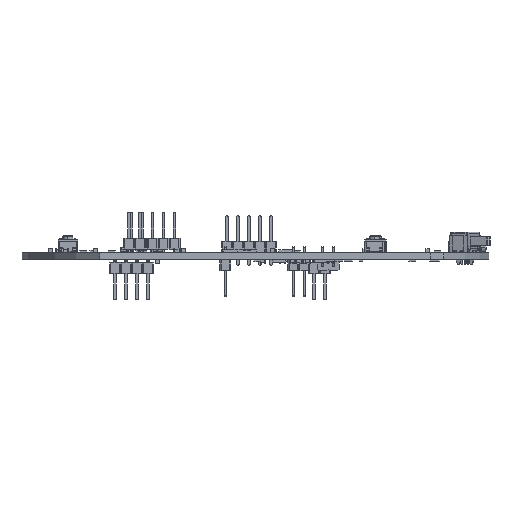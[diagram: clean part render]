
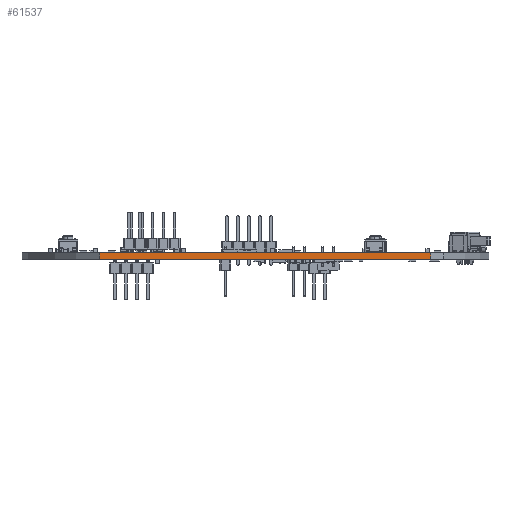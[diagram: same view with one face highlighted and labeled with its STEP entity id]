
A CAD part, left-side view. The second image highlights one B-rep face of the part: STEP entity #61537.
In plain terms, the highlighted planar face has unit normal (-1, 0.005, 0).
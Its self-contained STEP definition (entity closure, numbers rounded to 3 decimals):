
#60037 = EDGE_CURVE('',#60038,#60040,#60042,.T.);
#60038 = VERTEX_POINT('',#60039);
#60039 = CARTESIAN_POINT('',(233.422,-65.32,0.));
#60040 = VERTEX_POINT('',#60041);
#60041 = CARTESIAN_POINT('',(233.422,-65.32,1.6));
#60042 = LINE('',#60043,#60044);
#60043 = CARTESIAN_POINT('',(233.422,-65.32,0.));
#60044 = VECTOR('',#60045,1.);
#60045 = DIRECTION('',(0.,0.,1.));
#60172 = VERTEX_POINT('',#60173);
#60173 = CARTESIAN_POINT('',(233.,-142.,0.));
#60179 = EDGE_CURVE('',#60172,#60038,#60180,.T.);
#60180 = LINE('',#60181,#60182);
#60181 = CARTESIAN_POINT('',(233.,-142.,0.));
#60182 = VECTOR('',#60183,1.);
#60183 = DIRECTION('',(0.006,1.,0.));
#60891 = VERTEX_POINT('',#60892);
#60892 = CARTESIAN_POINT('',(233.,-142.,1.6));
#60898 = EDGE_CURVE('',#60891,#60040,#60899,.T.);
#60899 = LINE('',#60900,#60901);
#60900 = CARTESIAN_POINT('',(233.,-142.,1.6));
#60901 = VECTOR('',#60902,1.);
#60902 = DIRECTION('',(0.006,1.,0.));
#61537 = ADVANCED_FACE('',(#61538),#61549,.T.);
#61538 = FACE_BOUND('',#61539,.T.);
#61539 = EDGE_LOOP('',(#61540,#61546,#61547,#61548));
#61540 = ORIENTED_EDGE('',*,*,#61541,.T.);
#61541 = EDGE_CURVE('',#60172,#60891,#61542,.T.);
#61542 = LINE('',#61543,#61544);
#61543 = CARTESIAN_POINT('',(233.,-142.,0.));
#61544 = VECTOR('',#61545,1.);
#61545 = DIRECTION('',(0.,0.,1.));
#61546 = ORIENTED_EDGE('',*,*,#60898,.T.);
#61547 = ORIENTED_EDGE('',*,*,#60037,.F.);
#61548 = ORIENTED_EDGE('',*,*,#60179,.F.);
#61549 = PLANE('',#61550);
#61550 = AXIS2_PLACEMENT_3D('',#61551,#61552,#61553);
#61551 = CARTESIAN_POINT('',(233.,-142.,0.));
#61552 = DIRECTION('',(-1.,0.006,0.));
#61553 = DIRECTION('',(0.006,1.,0.));
